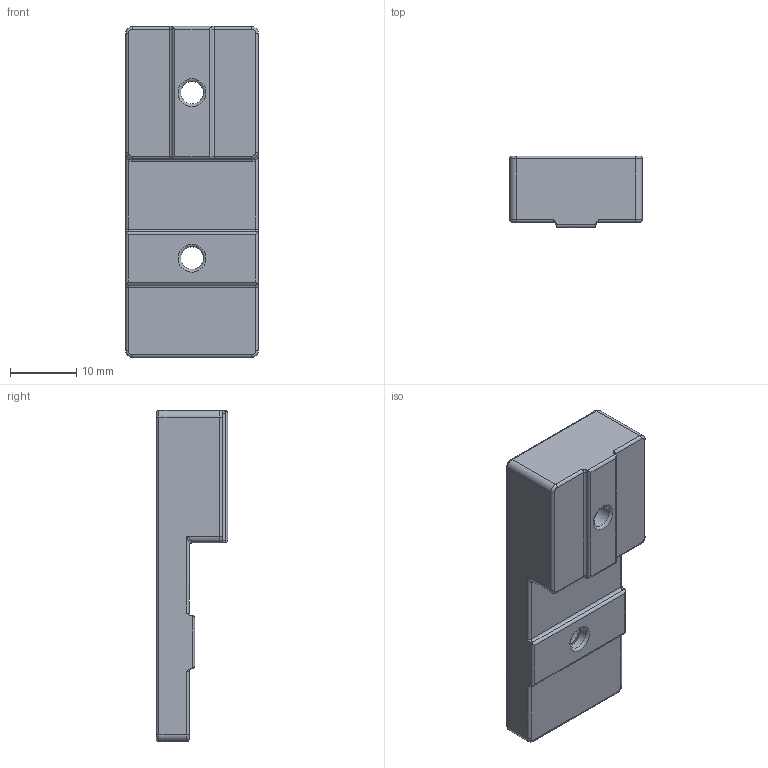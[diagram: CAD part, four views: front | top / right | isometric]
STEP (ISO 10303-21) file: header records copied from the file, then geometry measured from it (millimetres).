
FILE_DESCRIPTION(/* description */ (''),/* implementation_level */ '2;1');
FILE_NAME(/* name */ 'B-2020_3030_Joiner_6-B.stp',/* time_stamp */ '2020-10-13T19:47:45-07:00',/* author */ (''),/* organization */ (''),/* preprocessor_version */ 'ST-DEVELOPER v18.1',/* originating_system */ 'Autodesk Translation Framework v9.3.0.1241',/* authorisation */ '');
FILE_SCHEMA (('AUTOMOTIVE_DESIGN { 1 0 10303 214 3 1 1 }'));
Length unit declared in the file: millimetre
Products named in the file (1): 3030-2020 Joiner
Bounding box: 20 x 10.8 x 50 mm (x, y, z)
Volume: 6885.9 mm3; surface area: 3263.1 mm2
Topology: 1 solids, 1 shells, 88 faces, 200 edges, 114 vertices
Faces by surface type: cylinder 38, torus 24, plane 22, cone 2, bspline 2
Full cylindrical faces by diameter (mm): 3.4 x2, 6.5 x2
Entity records: 2586 total; most frequent: CARTESIAN_POINT 539, DIRECTION 460, ORIENTED_EDGE 396, EDGE_CURVE 198, AXIS2_PLACEMENT_3D 187, VERTEX_POINT 114, EDGE_LOOP 94, CIRCLE 92
